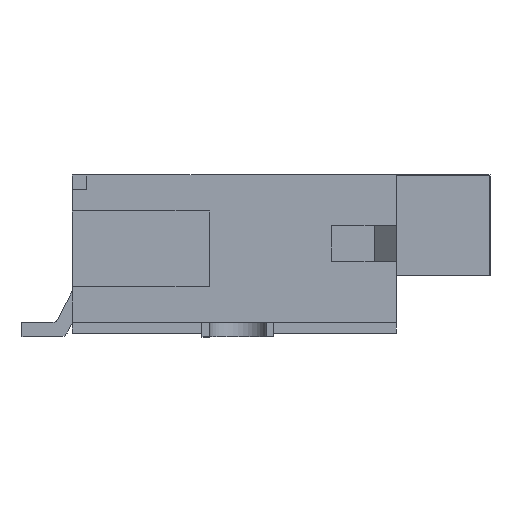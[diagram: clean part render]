
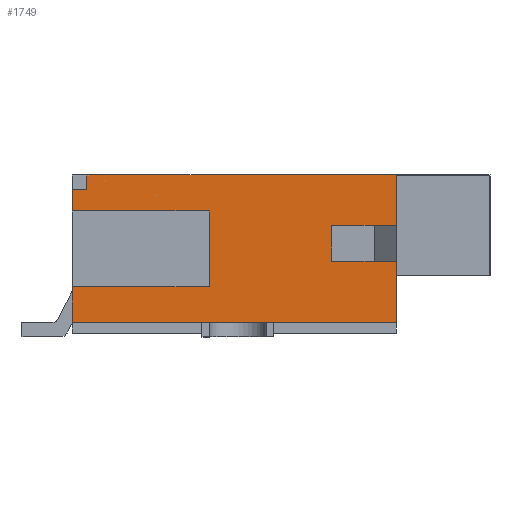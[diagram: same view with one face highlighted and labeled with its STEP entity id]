
A CAD part, left-side view. The second image highlights one B-rep face of the part: STEP entity #1749.
In plain terms, the highlighted planar face has unit normal (-1, 0, 0).
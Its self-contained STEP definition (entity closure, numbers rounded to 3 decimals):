
#1749 = ADVANCED_FACE( '', ( #3564 ), #3565, .T. );
#3564 = FACE_OUTER_BOUND( '', #5627, .T. );
#3565 = PLANE( '', #5628 );
#5627 = EDGE_LOOP( '', ( #9901, #9902, #9903, #9904, #9905, #9906, #9907, #9908, #9909, #9910, #9911, #9912, #9913, #9914 ) );
#5628 = AXIS2_PLACEMENT_3D( '', #9915, #9916, #9917 );
#9901 = ORIENTED_EDGE( '', *, *, #16222, .T. );
#9902 = ORIENTED_EDGE( '', *, *, #15288, .T. );
#9903 = ORIENTED_EDGE( '', *, *, #15741, .T. );
#9904 = ORIENTED_EDGE( '', *, *, #16541, .F. );
#9905 = ORIENTED_EDGE( '', *, *, #16542, .T. );
#9906 = ORIENTED_EDGE( '', *, *, #16543, .T. );
#9907 = ORIENTED_EDGE( '', *, *, #15738, .T. );
#9908 = ORIENTED_EDGE( '', *, *, #16544, .F. );
#9909 = ORIENTED_EDGE( '', *, *, #16545, .T. );
#9910 = ORIENTED_EDGE( '', *, *, #16546, .T. );
#9911 = ORIENTED_EDGE( '', *, *, #15916, .T. );
#9912 = ORIENTED_EDGE( '', *, *, #16547, .T. );
#9913 = ORIENTED_EDGE( '', *, *, #16548, .T. );
#9914 = ORIENTED_EDGE( '', *, *, #16549, .T. );
#9915 = CARTESIAN_POINT( '', ( -14.55, 0., 0. ) );
#9916 = DIRECTION( '', ( -1., 0., 0. ) );
#9917 = DIRECTION( '', ( 0., 0., 1. ) );
#15288 = EDGE_CURVE( '', #18945, #18949, #18951, .T. );
#15738 = EDGE_CURVE( '', #19759, #19757, #19760, .T. );
#15741 = EDGE_CURVE( '', #18949, #19762, #19764, .T. );
#15916 = EDGE_CURVE( '', #20038, #20036, #20039, .T. );
#16222 = EDGE_CURVE( '', #20408, #18945, #20513, .T. );
#16541 = EDGE_CURVE( '', #21020, #19762, #21021, .T. );
#16542 = EDGE_CURVE( '', #21020, #21022, #21023, .T. );
#16543 = EDGE_CURVE( '', #21022, #19759, #21024, .T. );
#16544 = EDGE_CURVE( '', #21025, #19757, #21026, .T. );
#16545 = EDGE_CURVE( '', #21025, #21027, #21028, .T. );
#16546 = EDGE_CURVE( '', #21027, #20038, #21029, .T. );
#16547 = EDGE_CURVE( '', #20036, #21030, #21031, .T. );
#16548 = EDGE_CURVE( '', #21030, #21032, #21033, .T. );
#16549 = EDGE_CURVE( '', #21032, #20408, #21034, .T. );
#18945 = VERTEX_POINT( '', #24243 );
#18949 = VERTEX_POINT( '', #24249 );
#18951 = LINE( '', #24252, #24253 );
#19757 = VERTEX_POINT( '', #25485 );
#19759 = VERTEX_POINT( '', #25488 );
#19760 = LINE( '', #25489, #25490 );
#19762 = VERTEX_POINT( '', #25493 );
#19764 = LINE( '', #25496, #25497 );
#20036 = VERTEX_POINT( '', #25887 );
#20038 = VERTEX_POINT( '', #25890 );
#20039 = LINE( '', #25891, #25892 );
#20408 = VERTEX_POINT( '', #26422 );
#20513 = LINE( '', #26598, #26599 );
#21020 = VERTEX_POINT( '', #27300 );
#21021 = LINE( '', #27301, #27302 );
#21022 = VERTEX_POINT( '', #27303 );
#21023 = LINE( '', #27304, #27305 );
#21024 = LINE( '', #27306, #27307 );
#21025 = VERTEX_POINT( '', #27308 );
#21026 = LINE( '', #27309, #27310 );
#21027 = VERTEX_POINT( '', #27311 );
#21028 = LINE( '', #27312, #27313 );
#21029 = LINE( '', #27314, #27315 );
#21030 = VERTEX_POINT( '', #27316 );
#21031 = LINE( '', #27317, #27318 );
#21032 = VERTEX_POINT( '', #27319 );
#21033 = LINE( '', #27320, #27321 );
#21034 = LINE( '', #27322, #27323 );
#24243 = CARTESIAN_POINT( '', ( -14.55, 2.05, 0.9 ) );
#24249 = CARTESIAN_POINT( '', ( -14.55, 2.25, 0.9 ) );
#24252 = CARTESIAN_POINT( '', ( -14.55, 0., 0.9 ) );
#24253 = VECTOR( '', #30427, 1000. );
#25485 = CARTESIAN_POINT( '', ( -14.55, 2.25, -0.95 ) );
#25488 = CARTESIAN_POINT( '', ( -14.55, 2.25, -0.45 ) );
#25489 = CARTESIAN_POINT( '', ( -14.55, 2.25, 1.1 ) );
#25490 = VECTOR( '', #30867, 1000. );
#25493 = CARTESIAN_POINT( '', ( -14.55, 2.25, 0.6 ) );
#25496 = CARTESIAN_POINT( '', ( -14.55, 2.25, 1.1 ) );
#25497 = VECTOR( '', #30870, 1000. );
#25887 = CARTESIAN_POINT( '', ( -14.55, -1.35, 0.4 ) );
#25890 = CARTESIAN_POINT( '', ( -14.55, -1.35, -0.1 ) );
#25891 = CARTESIAN_POINT( '', ( -14.55, -1.35, -0.1 ) );
#25892 = VECTOR( '', #31038, 1000. );
#26422 = CARTESIAN_POINT( '', ( -14.55, 2.05, 1.1 ) );
#26598 = CARTESIAN_POINT( '', ( -14.55, 2.05, 0. ) );
#26599 = VECTOR( '', #31337, 1000. );
#27300 = CARTESIAN_POINT( '', ( -14.55, 0.35, 0.6 ) );
#27301 = CARTESIAN_POINT( '', ( -14.55, 0.35, 0.6 ) );
#27302 = VECTOR( '', #31778, 1000. );
#27303 = CARTESIAN_POINT( '', ( -14.55, 0.35, -0.45 ) );
#27304 = CARTESIAN_POINT( '', ( -14.55, 0.35, 0.6 ) );
#27305 = VECTOR( '', #31779, 1000. );
#27306 = CARTESIAN_POINT( '', ( -14.55, 0.35, -0.45 ) );
#27307 = VECTOR( '', #31780, 1000. );
#27308 = CARTESIAN_POINT( '', ( -14.55, -2.25, -0.95 ) );
#27309 = CARTESIAN_POINT( '', ( -14.55, -2.25, -0.95 ) );
#27310 = VECTOR( '', #31781, 1000. );
#27311 = CARTESIAN_POINT( '', ( -14.55, -2.25, -0.1 ) );
#27312 = CARTESIAN_POINT( '', ( -14.55, -2.25, -1.1 ) );
#27313 = VECTOR( '', #31782, 1000. );
#27314 = CARTESIAN_POINT( '', ( -14.55, -2.25, -0.1 ) );
#27315 = VECTOR( '', #31783, 1000. );
#27316 = CARTESIAN_POINT( '', ( -14.55, -2.25, 0.4 ) );
#27317 = CARTESIAN_POINT( '', ( -14.55, -1.35, 0.4 ) );
#27318 = VECTOR( '', #31784, 1000. );
#27319 = CARTESIAN_POINT( '', ( -14.55, -2.25, 1.1 ) );
#27320 = CARTESIAN_POINT( '', ( -14.55, -2.25, -1.1 ) );
#27321 = VECTOR( '', #31785, 1000. );
#27322 = CARTESIAN_POINT( '', ( -14.55, -2.25, 1.1 ) );
#27323 = VECTOR( '', #31786, 1000. );
#30427 = DIRECTION( '', ( 0., 1., 0. ) );
#30867 = DIRECTION( '', ( 0., 0., -1. ) );
#30870 = DIRECTION( '', ( 0., 0., -1. ) );
#31038 = DIRECTION( '', ( 0., 0., 1. ) );
#31337 = DIRECTION( '', ( 0., 0., -1. ) );
#31778 = DIRECTION( '', ( 0., 1., 0. ) );
#31779 = DIRECTION( '', ( 0., 0., -1. ) );
#31780 = DIRECTION( '', ( 0., 1., 0. ) );
#31781 = DIRECTION( '', ( 0., 1., 0. ) );
#31782 = DIRECTION( '', ( 0., 0., 1. ) );
#31783 = DIRECTION( '', ( 0., 1., 0. ) );
#31784 = DIRECTION( '', ( 0., -1., 0. ) );
#31785 = DIRECTION( '', ( 0., 0., 1. ) );
#31786 = DIRECTION( '', ( 0., 1., 0. ) );
